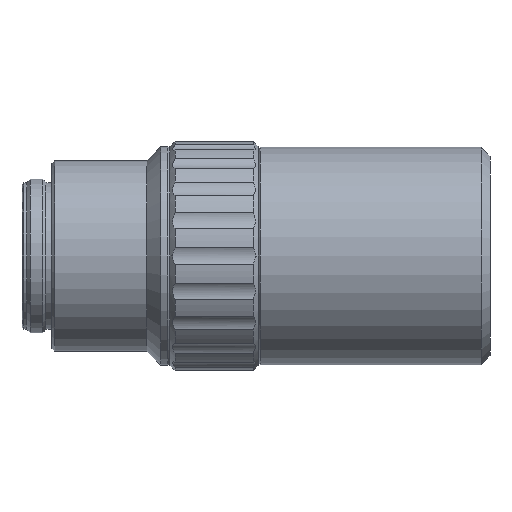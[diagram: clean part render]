
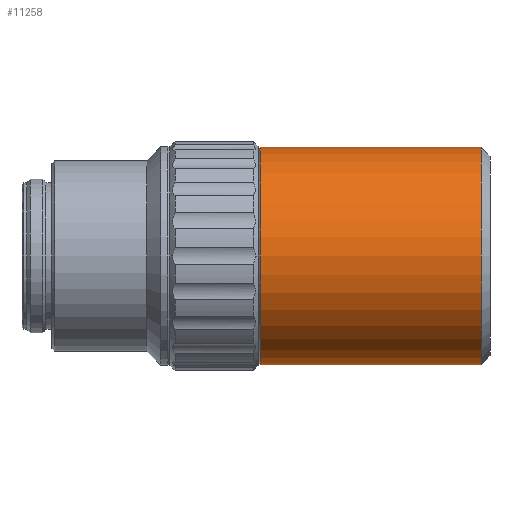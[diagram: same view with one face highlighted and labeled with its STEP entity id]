
A CAD part, left-side view. The second image highlights one B-rep face of the part: STEP entity #11258.
In plain terms, the highlighted cylindrical face has radius 18.4 mm (diameter 36.8 mm), a partial arc.
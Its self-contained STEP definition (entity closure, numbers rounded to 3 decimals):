
#288 = EDGE_CURVE ( 'NONE', #16679, #6343, #16529, .T. ) ;
#402 = CARTESIAN_POINT ( 'NONE',  ( 0., 40.812, 0. ) ) ;
#524 = CARTESIAN_POINT ( 'NONE',  ( 0., 3.412, -18.4 ) ) ;
#954 = VECTOR ( 'NONE', #14800, 1000. ) ;
#2594 = LINE ( 'NONE', #18019, #954 ) ;
#4066 = EDGE_CURVE ( 'NONE', #9147, #19780, #2594, .T. ) ;
#4665 = AXIS2_PLACEMENT_3D ( 'NONE', #15858, #4853, #6757 ) ;
#4853 = DIRECTION ( 'NONE',  ( 0., 1., 0. ) ) ;
#5011 = FACE_OUTER_BOUND ( 'NONE', #9073, .T. ) ;
#6316 = ORIENTED_EDGE ( 'NONE', *, *, #288, .T. ) ;
#6326 = DIRECTION ( 'NONE',  ( 0., 0., 1. ) ) ;
#6343 = VERTEX_POINT ( 'NONE', #14987 ) ;
#6757 = DIRECTION ( 'NONE',  ( 1., 0., 0. ) ) ;
#7205 = CIRCLE ( 'NONE', #4665, 18.4 ) ;
#8044 = AXIS2_PLACEMENT_3D ( 'NONE', #17437, #18643, #6326 ) ;
#8420 = VECTOR ( 'NONE', #13314, 1000. ) ;
#9073 = EDGE_LOOP ( 'NONE', ( #18084, #16077, #6316, #17306 ) ) ;
#9147 = VERTEX_POINT ( 'NONE', #524 ) ;
#10425 = CARTESIAN_POINT ( 'NONE',  ( 0., 22.112, 18.4 ) ) ;
#11258 = ADVANCED_FACE ( 'NONE', ( #5011 ), #18938, .T. ) ;
#11806 = CARTESIAN_POINT ( 'NONE',  ( 0., 40.812, -18.4 ) ) ;
#12320 = CIRCLE ( 'NONE', #18087, 18.4 ) ;
#12332 = DIRECTION ( 'NONE',  ( 1., 0., 0. ) ) ;
#12405 = CARTESIAN_POINT ( 'NONE',  ( 0., 3.412, 18.4 ) ) ;
#12620 = DIRECTION ( 'NONE',  ( 0., 1., 0. ) ) ;
#13314 = DIRECTION ( 'NONE',  ( 0., 1., 0. ) ) ;
#13953 = EDGE_CURVE ( 'NONE', #9147, #16679, #7205, .T. ) ;
#14800 = DIRECTION ( 'NONE',  ( 0., 1., 0. ) ) ;
#14987 = CARTESIAN_POINT ( 'NONE',  ( 0., 40.812, 18.4 ) ) ;
#15858 = CARTESIAN_POINT ( 'NONE',  ( 0., 3.412, 0. ) ) ;
#16077 = ORIENTED_EDGE ( 'NONE', *, *, #13953, .T. ) ;
#16278 = EDGE_CURVE ( 'NONE', #19780, #6343, #12320, .T. ) ;
#16529 = LINE ( 'NONE', #10425, #8420 ) ;
#16679 = VERTEX_POINT ( 'NONE', #12405 ) ;
#17306 = ORIENTED_EDGE ( 'NONE', *, *, #16278, .F. ) ;
#17437 = CARTESIAN_POINT ( 'NONE',  ( 0., 22.112, 0. ) ) ;
#18019 = CARTESIAN_POINT ( 'NONE',  ( 0., 22.112, -18.4 ) ) ;
#18084 = ORIENTED_EDGE ( 'NONE', *, *, #4066, .F. ) ;
#18087 = AXIS2_PLACEMENT_3D ( 'NONE', #402, #12620, #12332 ) ;
#18643 = DIRECTION ( 'NONE',  ( 0., 1., 0. ) ) ;
#18938 = CYLINDRICAL_SURFACE ( 'NONE', #8044, 18.4 ) ;
#19780 = VERTEX_POINT ( 'NONE', #11806 ) ;
